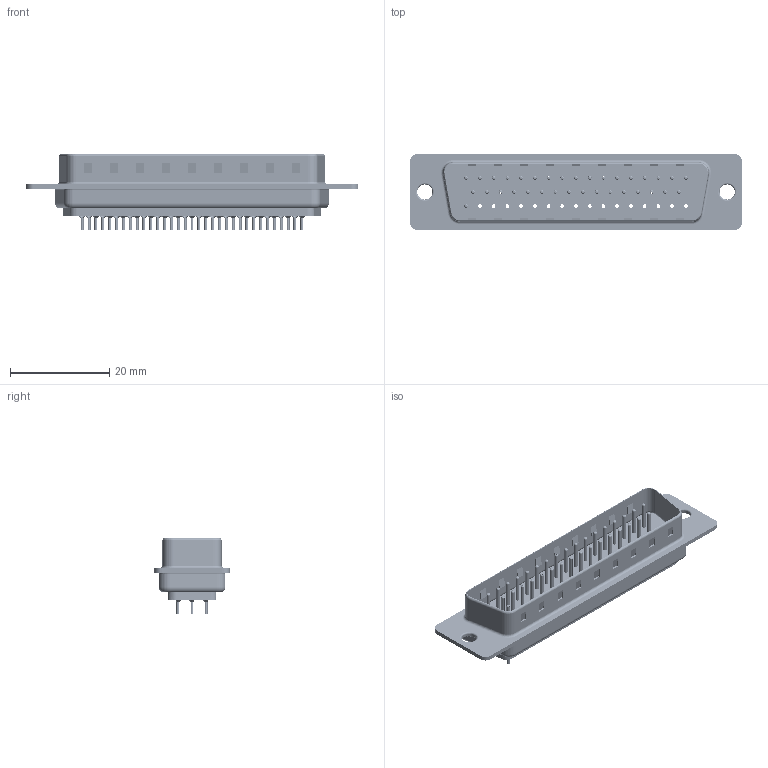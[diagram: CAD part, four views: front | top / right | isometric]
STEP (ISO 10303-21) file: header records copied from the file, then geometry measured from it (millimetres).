
FILE_DESCRIPTION (( 'STEP AP203' ), '1' );
FILE_NAME ('627-050-620-541.STEP', '2018-10-06T10:22:08', ( '' ), ( '' ), 'SwSTEP 2.0', 'SolidWorks 2016', '' );
FILE_SCHEMA (( 'CONFIG_CONTROL_DESIGN' ));
Length unit declared in the file: millimetre
Products named in the file (8): 627 Shell Front_50 Contacts; 627 Shell Rear_50 Contacts; 627 Contact Row 1_20L; 627 Contact Row 2_20L; 627 Contact Row 3_20L; 627 Thru Hole Rivet; 627-050-620-541; 627 Housing_50 LP
Assembly tree (39 placements, depth 2):
  627-050-620-541
    627 Housing_50 LP
    627 Shell Front_50 Contacts
    627 Shell Rear_50 Contacts
    627 Contact Row 1_20L  x17
    627 Contact Row 2_20L  x16
    627 Contact Row 3_20L
    627 Thru Hole Rivet  x2
Bounding box: 67 x 15.3 x 15.2 mm (x, y, z)
Volume: 4199 mm3; surface area: 10810.7 mm2
Topology: 39 solids, 39 shells, 3846 faces, 10001 edges, 6208 vertices
Faces by surface type: cylinder 1479, plane 1051, torus 976, cone 340
Entity records: 33654 total; most frequent: CARTESIAN_POINT 6114, DIRECTION 5852, ORIENTED_EDGE 5080, EDGE_CURVE 2540, AXIS2_PLACEMENT_3D 2345, VERTEX_POINT 1627, EDGE_LOOP 1295, CIRCLE 1267
